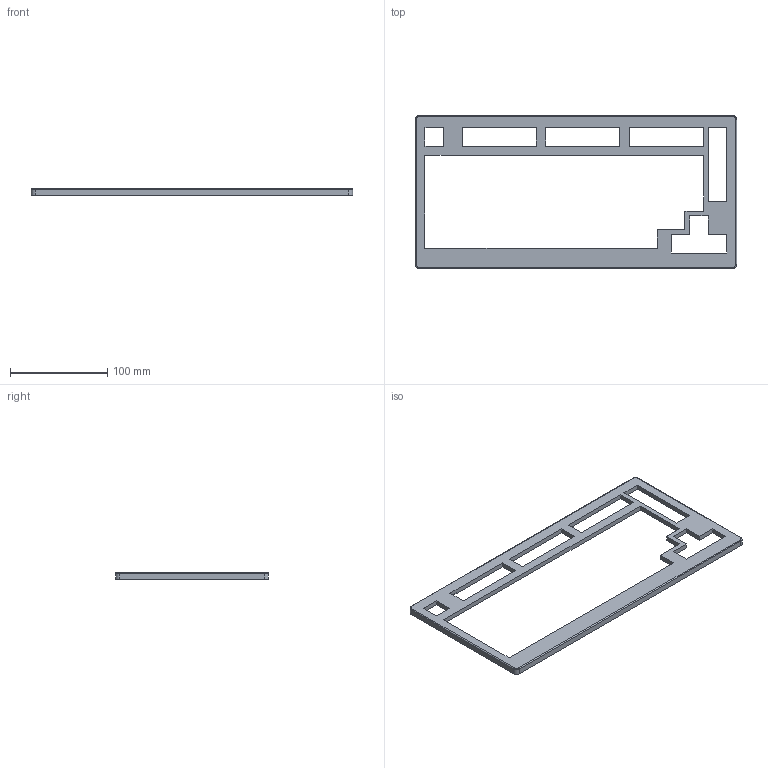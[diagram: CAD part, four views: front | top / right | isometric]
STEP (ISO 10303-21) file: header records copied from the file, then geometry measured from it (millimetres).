
FILE_DESCRIPTION(('FreeCAD Model'),'2;1');
FILE_NAME('Open CASCADE Shape Model','2021-08-31T22:57:42',(''),(''), 'Open CASCADE STEP processor 7.4','FreeCAD','Unknown');
FILE_SCHEMA(('AUTOMOTIVE_DESIGN { 1 0 10303 214 1 1 1 1 }'));
Length unit declared in the file: millimetre
Products named in the file (1): top
Bounding box: 329.56 x 156.84 x 7 mm (x, y, z)
Volume: 102810.4 mm3; surface area: 54229.3 mm2
Topology: 1 solids, 1 shells, 137 faces, 376 edges, 256 vertices
Faces by surface type: plane 81, cylinder 52, torus 4
Full cylindrical faces by diameter (mm): 1.6 x8
Entity records: 9422 total; most frequent: CARTESIAN_POINT 1718, DIRECTION 1490, LINE 860, VECTOR 860, ORIENTED_EDGE 752, PCURVE 752, DEFINITIONAL_REPRESENTATION 752, EDGE_CURVE 376
